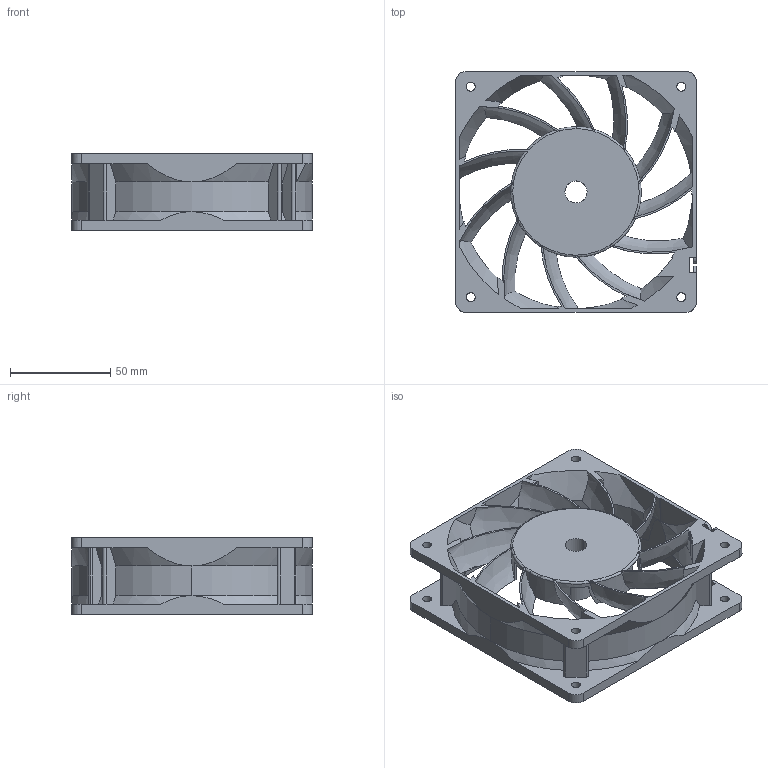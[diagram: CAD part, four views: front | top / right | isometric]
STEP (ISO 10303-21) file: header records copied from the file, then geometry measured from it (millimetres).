
FILE_DESCRIPTION (( 'STEP AP203' ), '1' );
FILE_NAME ('OD1238_VXC_m4_frame.stp', '2023-04-10T15:39:26', ( '' ), ( '' ), 'SwSTEP 2.0', 'SolidWorks 2018', '' );
FILE_SCHEMA (( 'CONFIG_CONTROL_DESIGN' ));
Length unit declared in the file: millimetre
Products named in the file (1): OD1238_VXC_m4_frame
Bounding box: 120 x 120 x 38 mm (x, y, z)
Volume: 67994.2 mm3; surface area: 68361.8 mm2
Topology: 1 solids, 1 shells, 313 faces, 929 edges, 608 vertices
Faces by surface type: plane 103, cylinder 102, cone 52, bspline 40, torus 16
Entity records: 20134 total; most frequent: CARTESIAN_POINT 12448, ORIENTED_EDGE 1858, DIRECTION 1210, EDGE_CURVE 929, VERTEX_POINT 608, AXIS2_PLACEMENT_3D 453, B_SPLINE_CURVE_WITH_KNOTS 446, EDGE_LOOP 349
